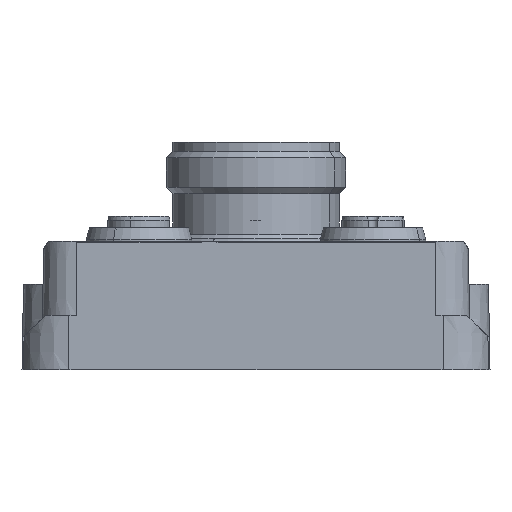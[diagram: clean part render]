
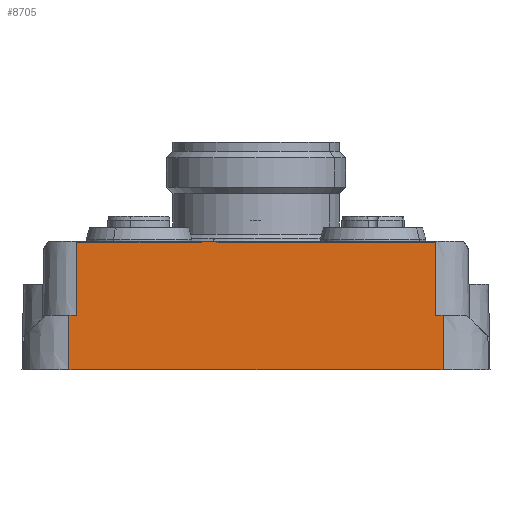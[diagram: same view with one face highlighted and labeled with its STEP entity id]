
A CAD part, front view. The second image highlights one B-rep face of the part: STEP entity #8705.
In plain terms, the highlighted planar face has unit normal (0, -1, 0.018).
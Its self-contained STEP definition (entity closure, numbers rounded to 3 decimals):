
#8667=AXIS2_PLACEMENT_3D('Plane Axis2P3D',#8664,#8665,#8666) ;
#7894=CARTESIAN_POINT('Vertex',(7.,0.288,16.5)) ;
#7897=CARTESIAN_POINT('Line Origine',(30.,0.288,16.5)) ;
#7901=CARTESIAN_POINT('Vertex',(53.,0.288,16.5)) ;
#8291=CARTESIAN_POINT('Vertex',(54.,0.,0.)) ;
#8294=CARTESIAN_POINT('Line Origine',(53.5,0.,0.)) ;
#8298=CARTESIAN_POINT('Vertex',(53.,0.,0.)) ;
#8301=CARTESIAN_POINT('Line Origine',(30.,0.,0.)) ;
#8305=CARTESIAN_POINT('Vertex',(7.,0.,0.)) ;
#8308=CARTESIAN_POINT('Line Origine',(6.5,0.,0.)) ;
#8312=CARTESIAN_POINT('Vertex',(6.,0.,0.)) ;
#8620=CARTESIAN_POINT('Vertex',(7.,0.122,7.)) ;
#8630=CARTESIAN_POINT('Vertex',(6.,0.122,7.)) ;
#8633=CARTESIAN_POINT('Line Origine',(6.5,0.122,7.)) ;
#8650=CARTESIAN_POINT('Line Origine',(7.,0.144,8.25)) ;
#8664=CARTESIAN_POINT('Axis2P3D Location',(30.,0.,0.)) ;
#8669=CARTESIAN_POINT('Line Origine',(54.,0.061,3.5)) ;
#8673=CARTESIAN_POINT('Vertex',(54.,0.122,7.)) ;
#8676=CARTESIAN_POINT('Line Origine',(30.,0.122,7.)) ;
#8680=CARTESIAN_POINT('Vertex',(53.,0.122,7.)) ;
#8683=CARTESIAN_POINT('Line Origine',(53.,0.061,3.5)) ;
#8688=CARTESIAN_POINT('Line Origine',(6.,0.061,3.5)) ;
#7898=DIRECTION('Vector Direction',(-1.,0.,0.)) ;
#8295=DIRECTION('Vector Direction',(-1.,0.,0.)) ;
#8302=DIRECTION('Vector Direction',(-1.,0.,0.)) ;
#8309=DIRECTION('Vector Direction',(-1.,0.,0.)) ;
#8634=DIRECTION('Vector Direction',(-1.,0.,0.)) ;
#8651=DIRECTION('Vector Direction',(0.,-0.017,-1.)) ;
#8665=DIRECTION('Axis2P3D Direction',(0.,-1.,0.017)) ;
#8666=DIRECTION('Axis2P3D XDirection',(-1.,0.,0.)) ;
#8670=DIRECTION('Vector Direction',(0.,-0.017,-1.)) ;
#8677=DIRECTION('Vector Direction',(-1.,0.,0.)) ;
#8684=DIRECTION('Vector Direction',(0.,-0.017,-1.)) ;
#8689=DIRECTION('Vector Direction',(0.,-0.017,-1.)) ;
#7899=VECTOR('Line Direction',#7898,1.) ;
#8296=VECTOR('Line Direction',#8295,1.) ;
#8303=VECTOR('Line Direction',#8302,1.) ;
#8310=VECTOR('Line Direction',#8309,1.) ;
#8635=VECTOR('Line Direction',#8634,1.) ;
#8652=VECTOR('Line Direction',#8651,1.) ;
#8671=VECTOR('Line Direction',#8670,1.) ;
#8678=VECTOR('Line Direction',#8677,1.) ;
#8685=VECTOR('Line Direction',#8684,1.) ;
#8690=VECTOR('Line Direction',#8689,1.) ;
#8694=ORIENTED_EDGE('',*,*,#8300,.F.) ;
#8695=ORIENTED_EDGE('',*,*,#8675,.T.) ;
#8696=ORIENTED_EDGE('',*,*,#8682,.F.) ;
#8697=ORIENTED_EDGE('',*,*,#8687,.T.) ;
#8698=ORIENTED_EDGE('',*,*,#7903,.F.) ;
#8699=ORIENTED_EDGE('',*,*,#8654,.F.) ;
#8700=ORIENTED_EDGE('',*,*,#8637,.F.) ;
#8701=ORIENTED_EDGE('',*,*,#8692,.F.) ;
#8702=ORIENTED_EDGE('',*,*,#8314,.F.) ;
#8703=ORIENTED_EDGE('',*,*,#8307,.F.) ;
#8705=ADVANCED_FACE('335296.1\\SAI-Verteiler-8.1\\GH',(#8704),#8668,.T.) ;
#7903=EDGE_CURVE('',#7895,#7902,#7900,.F.) ;
#8300=EDGE_CURVE('',#8292,#8299,#8297,.T.) ;
#8307=EDGE_CURVE('',#8299,#8306,#8304,.T.) ;
#8314=EDGE_CURVE('',#8306,#8313,#8311,.T.) ;
#8637=EDGE_CURVE('',#8631,#8621,#8636,.F.) ;
#8654=EDGE_CURVE('',#8621,#7895,#8653,.F.) ;
#8675=EDGE_CURVE('',#8292,#8674,#8672,.F.) ;
#8682=EDGE_CURVE('',#8681,#8674,#8679,.F.) ;
#8687=EDGE_CURVE('',#8681,#7902,#8686,.F.) ;
#8692=EDGE_CURVE('',#8313,#8631,#8691,.F.) ;
#8693=EDGE_LOOP('',(#8694,#8695,#8696,#8697,#8698,#8699,#8700,#8701,#8702,#8703)) ;
#8704=FACE_OUTER_BOUND('',#8693,.T.) ;
#7900=LINE('Line',#7897,#7899) ;
#8297=LINE('Line',#8294,#8296) ;
#8304=LINE('Line',#8301,#8303) ;
#8311=LINE('Line',#8308,#8310) ;
#8636=LINE('Line',#8633,#8635) ;
#8653=LINE('Line',#8650,#8652) ;
#8672=LINE('Line',#8669,#8671) ;
#8679=LINE('Line',#8676,#8678) ;
#8686=LINE('Line',#8683,#8685) ;
#8691=LINE('Line',#8688,#8690) ;
#8668=PLANE('',#8667) ;
#7895=VERTEX_POINT('',#7894) ;
#7902=VERTEX_POINT('',#7901) ;
#8292=VERTEX_POINT('',#8291) ;
#8299=VERTEX_POINT('',#8298) ;
#8306=VERTEX_POINT('',#8305) ;
#8313=VERTEX_POINT('',#8312) ;
#8621=VERTEX_POINT('',#8620) ;
#8631=VERTEX_POINT('',#8630) ;
#8674=VERTEX_POINT('',#8673) ;
#8681=VERTEX_POINT('',#8680) ;
